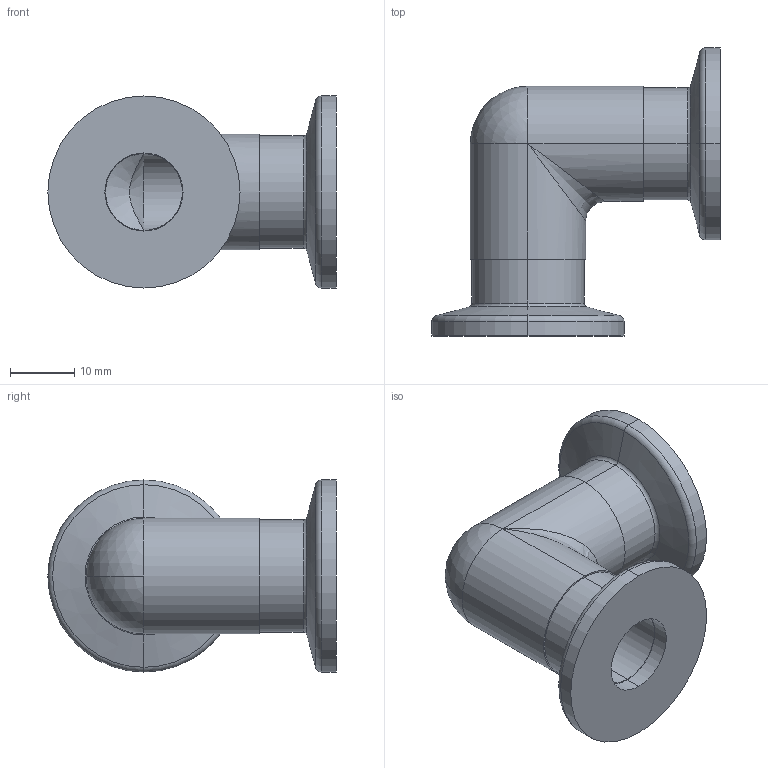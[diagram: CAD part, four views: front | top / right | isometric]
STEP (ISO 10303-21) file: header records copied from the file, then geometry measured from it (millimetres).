
FILE_DESCRIPTION (( 'STEP AP214' ), '1' );
FILE_NAME ('110RRB010-90.step', '2017-07-06T09:39:37', ( 'install' ), ( '' ), 'SwSTEP 2.0', 'SolidWorks 2015', '' );
FILE_SCHEMA (( 'AUTOMOTIVE_DESIGN' ));
Length unit declared in the file: millimetre
Products named in the file (1): 110RRB010-90
Bounding box: 45 x 45 x 30 mm (x, y, z)
Volume: 11628.9 mm3; surface area: 7658.9 mm2
Topology: 1 solids, 1 shells, 44 faces, 89 edges, 46 vertices
Faces by surface type: cylinder 20, torus 10, cone 6, plane 5, sphere 2, bspline 1
Entity records: 1264 total; most frequent: CARTESIAN_POINT 307, DIRECTION 226, ORIENTED_EDGE 170, AXIS2_PLACEMENT_3D 101, EDGE_CURVE 85, CIRCLE 57, EDGE_LOOP 49, VERTEX_POINT 46
